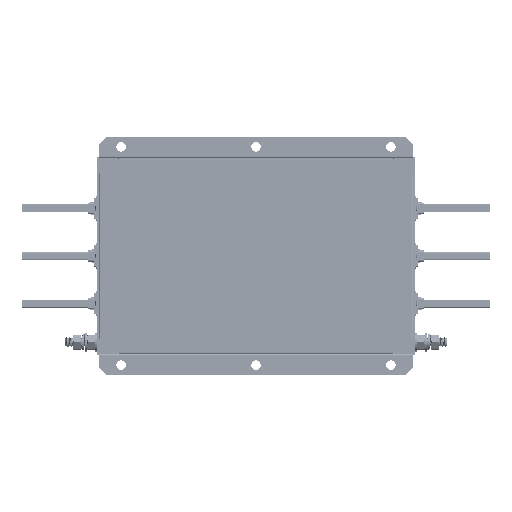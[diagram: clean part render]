
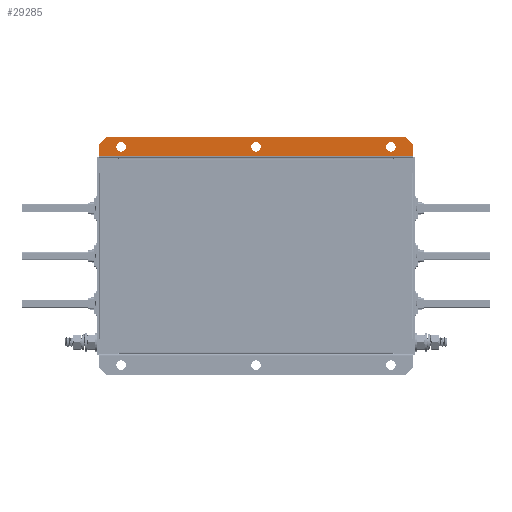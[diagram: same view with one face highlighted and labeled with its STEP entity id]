
A CAD part, front view. The second image highlights one B-rep face of the part: STEP entity #29285.
In plain terms, the highlighted face is planar.
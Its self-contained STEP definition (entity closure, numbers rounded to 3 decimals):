
#1331 = CARTESIAN_POINT ( 'NONE',  ( 0., 160., -143.5 ) ) ;
#1575 = CIRCLE ( 'NONE', #7119, 6. ) ;
#1881 = DIRECTION ( 'NONE',  ( 0., 1., 0. ) ) ;
#2203 = CARTESIAN_POINT ( 'NONE',  ( 0., 160., -150. ) ) ;
#2717 = CARTESIAN_POINT ( 'NONE',  ( -170., 160., -131.5 ) ) ;
#2747 = DIRECTION ( 'NONE',  ( 0., 0., 1. ) ) ;
#2983 = LINE ( 'NONE', #35537, #17387 ) ;
#3384 = CARTESIAN_POINT ( 'NONE',  ( -198., 160., 0. ) ) ;
#3385 = VERTEX_POINT ( 'NONE', #22452 ) ;
#3573 = VECTOR ( 'NONE', #7416, 1000. ) ;
#4032 = ORIENTED_EDGE ( 'NONE', *, *, #9271, .F. ) ;
#4155 = AXIS2_PLACEMENT_3D ( 'NONE', #36556, #1881, #33297 ) ;
#4522 = CARTESIAN_POINT ( 'NONE',  ( -170., 160., -137.5 ) ) ;
#5158 = EDGE_CURVE ( 'NONE', #3385, #26579, #11278, .T. ) ;
#5269 = CARTESIAN_POINT ( 'NONE',  ( -198., 160., -125.5 ) ) ;
#5287 = DIRECTION ( 'NONE',  ( 0., 1., 0. ) ) ;
#5425 = EDGE_CURVE ( 'NONE', #12946, #19179, #11006, .T. ) ;
#6419 = ORIENTED_EDGE ( 'NONE', *, *, #5425, .T. ) ;
#6439 = VERTEX_POINT ( 'NONE', #29609 ) ;
#6776 = AXIS2_PLACEMENT_3D ( 'NONE', #29562, #23434, #2747 ) ;
#7119 = AXIS2_PLACEMENT_3D ( 'NONE', #4522, #34018, #20406 ) ;
#7416 = DIRECTION ( 'NONE',  ( 0., 0., 1. ) ) ;
#7707 = AXIS2_PLACEMENT_3D ( 'NONE', #27947, #5287, #37635 ) ;
#7853 = CARTESIAN_POINT ( 'NONE',  ( 0., 160., -137.5 ) ) ;
#8242 = EDGE_CURVE ( 'NONE', #6439, #10384, #19141, .T. ) ;
#9271 = EDGE_CURVE ( 'NONE', #17986, #30713, #35401, .T. ) ;
#10177 = ORIENTED_EDGE ( 'NONE', *, *, #5158, .F. ) ;
#10218 = PLANE ( 'NONE',  #25077 ) ;
#10384 = VERTEX_POINT ( 'NONE', #33895 ) ;
#10407 = DIRECTION ( 'NONE',  ( 0., 0., -1. ) ) ;
#10465 = ORIENTED_EDGE ( 'NONE', *, *, #31990, .T. ) ;
#10921 = VERTEX_POINT ( 'NONE', #29792 ) ;
#11006 = LINE ( 'NONE', #13852, #21224 ) ;
#11028 = ORIENTED_EDGE ( 'NONE', *, *, #15026, .F. ) ;
#11278 = CIRCLE ( 'NONE', #32025, 6. ) ;
#11605 = ORIENTED_EDGE ( 'NONE', *, *, #13804, .T. ) ;
#11716 = ORIENTED_EDGE ( 'NONE', *, *, #20193, .F. ) ;
#11975 = EDGE_CURVE ( 'NONE', #22110, #35343, #27578, .T. ) ;
#12946 = VERTEX_POINT ( 'NONE', #36949 ) ;
#13627 = CARTESIAN_POINT ( 'NONE',  ( 0., 160., 0. ) ) ;
#13674 = DIRECTION ( 'NONE',  ( 0., 0., -1. ) ) ;
#13804 = EDGE_CURVE ( 'NONE', #10921, #6439, #28037, .T. ) ;
#13852 = CARTESIAN_POINT ( 'NONE',  ( -198., 160., -140. ) ) ;
#14193 = EDGE_LOOP ( 'NONE', ( #10465, #6419, #34541, #11028, #11605, #32237 ) ) ;
#14285 = DIRECTION ( 'NONE',  ( -1., 0., 0. ) ) ;
#14686 = DIRECTION ( 'NONE',  ( -1., 0., 0. ) ) ;
#15026 = EDGE_CURVE ( 'NONE', #10921, #34673, #2983, .T. ) ;
#15776 = ORIENTED_EDGE ( 'NONE', *, *, #23440, .F. ) ;
#15901 = CARTESIAN_POINT ( 'NONE',  ( 188., 160., -150. ) ) ;
#15938 = FACE_OUTER_BOUND ( 'NONE', #14193, .T. ) ;
#16125 = FACE_BOUND ( 'NONE', #20361, .T. ) ;
#16298 = CIRCLE ( 'NONE', #7707, 6. ) ;
#17387 = VECTOR ( 'NONE', #14686, 1000. ) ;
#17764 = CARTESIAN_POINT ( 'NONE',  ( 0., 160., -131.5 ) ) ;
#17986 = VERTEX_POINT ( 'NONE', #17764 ) ;
#18898 = AXIS2_PLACEMENT_3D ( 'NONE', #7853, #22389, #34079 ) ;
#19141 = LINE ( 'NONE', #15901, #25612 ) ;
#19179 = VERTEX_POINT ( 'NONE', #25477 ) ;
#20193 = EDGE_CURVE ( 'NONE', #35343, #22110, #1575, .T. ) ;
#20197 = CARTESIAN_POINT ( 'NONE',  ( 170., 160., -137.5 ) ) ;
#20272 = EDGE_LOOP ( 'NONE', ( #10177, #23805 ) ) ;
#20361 = EDGE_LOOP ( 'NONE', ( #4032, #15776 ) ) ;
#20377 = EDGE_LOOP ( 'NONE', ( #11716, #36119 ) ) ;
#20406 = DIRECTION ( 'NONE',  ( 0., 0., 1. ) ) ;
#21224 = VECTOR ( 'NONE', #37189, 1000. ) ;
#22110 = VERTEX_POINT ( 'NONE', #24900 ) ;
#22389 = DIRECTION ( 'NONE',  ( 0., 1., 0. ) ) ;
#22452 = CARTESIAN_POINT ( 'NONE',  ( 170., 160., -131.5 ) ) ;
#23434 = DIRECTION ( 'NONE',  ( 0., 1., 0. ) ) ;
#23440 = EDGE_CURVE ( 'NONE', #30713, #17986, #33521, .T. ) ;
#23805 = ORIENTED_EDGE ( 'NONE', *, *, #36908, .F. ) ;
#23813 = EDGE_CURVE ( 'NONE', #19179, #34673, #35383, .T. ) ;
#24900 = CARTESIAN_POINT ( 'NONE',  ( -170., 160., -143.5 ) ) ;
#25077 = AXIS2_PLACEMENT_3D ( 'NONE', #13627, #36780, #10407 ) ;
#25477 = CARTESIAN_POINT ( 'NONE',  ( -198., 160., -140. ) ) ;
#25612 = VECTOR ( 'NONE', #33299, 1000. ) ;
#25891 = VECTOR ( 'NONE', #13674, 1000. ) ;
#26138 = DIRECTION ( 'NONE',  ( 0., 0., 1. ) ) ;
#26579 = VERTEX_POINT ( 'NONE', #37660 ) ;
#27578 = CIRCLE ( 'NONE', #6776, 6. ) ;
#27947 = CARTESIAN_POINT ( 'NONE',  ( 170., 160., -137.5 ) ) ;
#28037 = LINE ( 'NONE', #37012, #25891 ) ;
#28457 = LINE ( 'NONE', #2203, #37463 ) ;
#29004 = DIRECTION ( 'NONE',  ( 0., 1., 0. ) ) ;
#29285 = ADVANCED_FACE ( 'NONE', ( #16125, #36406, #33543, #15938 ), #10218, .F. ) ;
#29562 = CARTESIAN_POINT ( 'NONE',  ( -170., 160., -137.5 ) ) ;
#29609 = CARTESIAN_POINT ( 'NONE',  ( 198., 160., -140. ) ) ;
#29792 = CARTESIAN_POINT ( 'NONE',  ( 198., 160., -125.5 ) ) ;
#30713 = VERTEX_POINT ( 'NONE', #1331 ) ;
#31990 = EDGE_CURVE ( 'NONE', #10384, #12946, #28457, .T. ) ;
#32025 = AXIS2_PLACEMENT_3D ( 'NONE', #20197, #29004, #26138 ) ;
#32237 = ORIENTED_EDGE ( 'NONE', *, *, #8242, .T. ) ;
#33297 = DIRECTION ( 'NONE',  ( 0., 0., 1. ) ) ;
#33299 = DIRECTION ( 'NONE',  ( -0.707, 0., -0.707 ) ) ;
#33521 = CIRCLE ( 'NONE', #4155, 6. ) ;
#33543 = FACE_BOUND ( 'NONE', #20377, .T. ) ;
#33895 = CARTESIAN_POINT ( 'NONE',  ( 188., 160., -150. ) ) ;
#34018 = DIRECTION ( 'NONE',  ( 0., 1., 0. ) ) ;
#34079 = DIRECTION ( 'NONE',  ( 0., 0., 1. ) ) ;
#34541 = ORIENTED_EDGE ( 'NONE', *, *, #23813, .T. ) ;
#34673 = VERTEX_POINT ( 'NONE', #5269 ) ;
#35343 = VERTEX_POINT ( 'NONE', #2717 ) ;
#35383 = LINE ( 'NONE', #3384, #3573 ) ;
#35401 = CIRCLE ( 'NONE', #18898, 6. ) ;
#35537 = CARTESIAN_POINT ( 'NONE',  ( -198., 160., -125.5 ) ) ;
#36119 = ORIENTED_EDGE ( 'NONE', *, *, #11975, .F. ) ;
#36406 = FACE_BOUND ( 'NONE', #20272, .T. ) ;
#36556 = CARTESIAN_POINT ( 'NONE',  ( 0., 160., -137.5 ) ) ;
#36780 = DIRECTION ( 'NONE',  ( 0., -1., 0. ) ) ;
#36908 = EDGE_CURVE ( 'NONE', #26579, #3385, #16298, .T. ) ;
#36949 = CARTESIAN_POINT ( 'NONE',  ( -188., 160., -150. ) ) ;
#37012 = CARTESIAN_POINT ( 'NONE',  ( 198., 160., 0. ) ) ;
#37189 = DIRECTION ( 'NONE',  ( -0.707, 0., 0.707 ) ) ;
#37463 = VECTOR ( 'NONE', #14285, 1000. ) ;
#37635 = DIRECTION ( 'NONE',  ( 0., 0., 1. ) ) ;
#37660 = CARTESIAN_POINT ( 'NONE',  ( 170., 160., -143.5 ) ) ;
